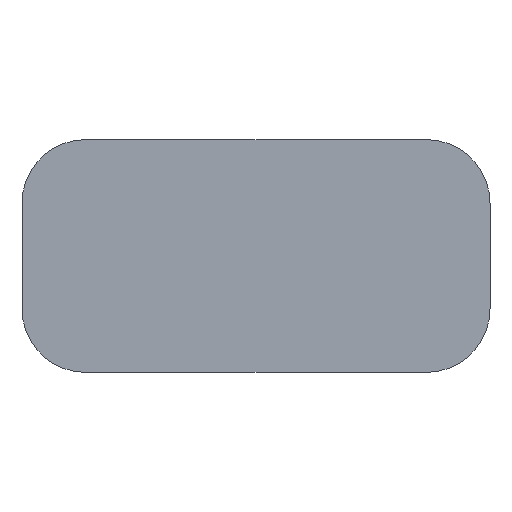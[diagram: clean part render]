
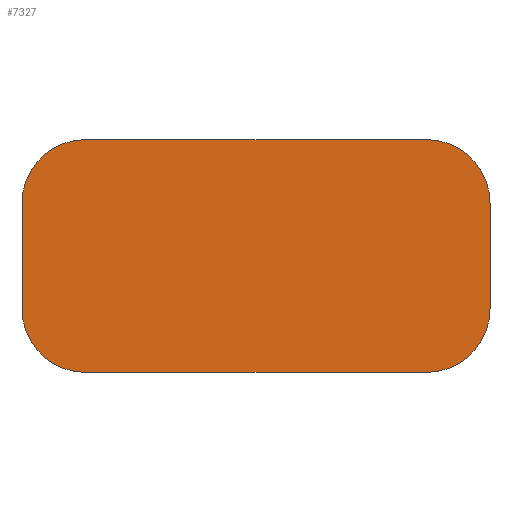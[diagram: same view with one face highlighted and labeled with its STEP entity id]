
A CAD part, front view. The second image highlights one B-rep face of the part: STEP entity #7327.
In plain terms, the highlighted planar face has unit normal (0, -1, 0).
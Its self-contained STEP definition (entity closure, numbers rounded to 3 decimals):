
#1091=CIRCLE('',#7344,25.);
#1093=CIRCLE('',#7348,25.);
#1095=CIRCLE('',#7352,25.);
#1097=CIRCLE('',#7356,25.);
#1498=FACE_OUTER_BOUND('',#1911,.T.);
#1911=EDGE_LOOP('',(#6885,#6886,#6887,#6888,#6889,#6890,#6891,#6892));
#1912=LINE('',#7918,#2329);
#1917=LINE('',#7932,#2334);
#1921=LINE('',#7944,#2338);
#1925=LINE('',#7956,#2342);
#2329=VECTOR('',#7397,10.);
#2334=VECTOR('',#7410,10.);
#2338=VECTOR('',#7422,10.);
#2342=VECTOR('',#7434,10.);
#2746=VERTEX_POINT('',#7916);
#2747=VERTEX_POINT('',#7917);
#2750=VERTEX_POINT('',#7925);
#2752=VERTEX_POINT('',#7931);
#2754=VERTEX_POINT('',#7937);
#2756=VERTEX_POINT('',#7943);
#2758=VERTEX_POINT('',#7949);
#2760=VERTEX_POINT('',#7955);
#3500=EDGE_CURVE('',#2746,#2747,#1912,.T.);
#3504=EDGE_CURVE('',#2747,#2750,#1091,.T.);
#3507=EDGE_CURVE('',#2750,#2752,#1917,.T.);
#3510=EDGE_CURVE('',#2752,#2754,#1093,.T.);
#3513=EDGE_CURVE('',#2754,#2756,#1921,.T.);
#3516=EDGE_CURVE('',#2756,#2758,#1095,.T.);
#3519=EDGE_CURVE('',#2758,#2760,#1925,.T.);
#3522=EDGE_CURVE('',#2760,#2746,#1097,.T.);
#6885=ORIENTED_EDGE('',*,*,#3513,.T.);
#6886=ORIENTED_EDGE('',*,*,#3516,.T.);
#6887=ORIENTED_EDGE('',*,*,#3519,.T.);
#6888=ORIENTED_EDGE('',*,*,#3522,.T.);
#6889=ORIENTED_EDGE('',*,*,#3500,.T.);
#6890=ORIENTED_EDGE('',*,*,#3504,.T.);
#6891=ORIENTED_EDGE('',*,*,#3507,.T.);
#6892=ORIENTED_EDGE('',*,*,#3510,.T.);
#6931=PLANE('',#7392);
#7327=ADVANCED_FACE('',(#1498),#6931,.T.);
#7344=AXIS2_PLACEMENT_3D('',#7926,#7403,#7404);
#7348=AXIS2_PLACEMENT_3D('',#7938,#7415,#7416);
#7352=AXIS2_PLACEMENT_3D('',#7950,#7427,#7428);
#7356=AXIS2_PLACEMENT_3D('',#7961,#7439,#7440);
#7392=AXIS2_PLACEMENT_3D('',#14784,#7912,#7913);
#7397=DIRECTION('',(0.,0.,1.));
#7403=DIRECTION('center_axis',(0.,-1.,0.));
#7404=DIRECTION('ref_axis',(0.,0.,1.));
#7410=DIRECTION('',(-1.,0.,0.));
#7415=DIRECTION('center_axis',(0.,-1.,0.));
#7416=DIRECTION('ref_axis',(-1.,0.,0.));
#7422=DIRECTION('',(0.,0.,-1.));
#7427=DIRECTION('center_axis',(0.,-1.,0.));
#7428=DIRECTION('ref_axis',(0.,0.,-1.));
#7434=DIRECTION('',(1.,0.,0.));
#7439=DIRECTION('center_axis',(0.,-1.,0.));
#7440=DIRECTION('ref_axis',(1.,0.,0.));
#7912=DIRECTION('center_axis',(0.,-1.,0.));
#7913=DIRECTION('ref_axis',(0.,0.,-1.));
#7916=CARTESIAN_POINT('',(199.047,-15.,59.503));
#7917=CARTESIAN_POINT('',(199.047,-15.,101.05));
#7918=CARTESIAN_POINT('',(199.047,-15.,84.336));
#7925=CARTESIAN_POINT('',(174.047,-15.,126.05));
#7926=CARTESIAN_POINT('Origin',(174.047,-15.,101.05));
#7931=CARTESIAN_POINT('',(39.941,-15.,126.05));
#7932=CARTESIAN_POINT('',(75.224,-15.,126.05));
#7937=CARTESIAN_POINT('',(14.941,-15.,101.05));
#7938=CARTESIAN_POINT('Origin',(39.941,-15.,101.05));
#7943=CARTESIAN_POINT('',(14.941,-15.,59.503));
#7944=CARTESIAN_POINT('',(14.941,-15.,63.563));
#7949=CARTESIAN_POINT('',(39.941,-15.,34.503));
#7950=CARTESIAN_POINT('Origin',(39.941,-15.,59.503));
#7955=CARTESIAN_POINT('',(174.047,-15.,34.503));
#7956=CARTESIAN_POINT('',(142.277,-15.,34.503));
#7961=CARTESIAN_POINT('Origin',(174.047,-15.,59.503));
#14784=CARTESIAN_POINT('Origin',(110.508,-15.,67.623));
